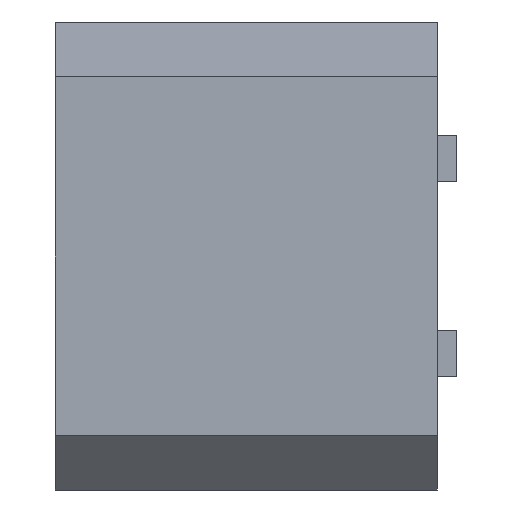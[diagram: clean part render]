
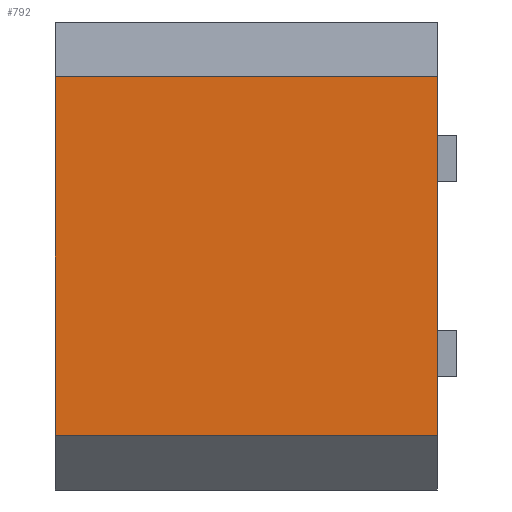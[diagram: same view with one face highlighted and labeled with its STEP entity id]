
A CAD part, left-side view. The second image highlights one B-rep face of the part: STEP entity #792.
In plain terms, the highlighted planar face has unit normal (-1, 0, 0).
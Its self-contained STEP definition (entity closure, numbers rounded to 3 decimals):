
#130 = VECTOR ( 'NONE', #4617, 1000. ) ;
#217 = CARTESIAN_POINT ( 'NONE',  ( -3.55, 4.9, 2.3 ) ) ;
#565 = LINE ( 'NONE', #217, #1675 ) ;
#792 = ADVANCED_FACE ( 'NONE', ( #5936 ), #3168, .F. ) ;
#804 = CARTESIAN_POINT ( 'NONE',  ( -3.55, 4.9, -2.3 ) ) ;
#1012 = EDGE_CURVE ( 'NONE', #4422, #2311, #1683, .T. ) ;
#1061 = AXIS2_PLACEMENT_3D ( 'NONE', #2226, #6054, #3210 ) ;
#1482 = VERTEX_POINT ( 'NONE', #4972 ) ;
#1639 = ORIENTED_EDGE ( 'NONE', *, *, #2754, .T. ) ;
#1653 = EDGE_CURVE ( 'NONE', #2311, #1482, #565, .T. ) ;
#1675 = VECTOR ( 'NONE', #4353, 1000. ) ;
#1683 = LINE ( 'NONE', #804, #130 ) ;
#2131 = CARTESIAN_POINT ( 'NONE',  ( -3.55, 4.9, -2.3 ) ) ;
#2226 = CARTESIAN_POINT ( 'NONE',  ( -3.55, 4.9, -2.3 ) ) ;
#2311 = VERTEX_POINT ( 'NONE', #5994 ) ;
#2488 = VECTOR ( 'NONE', #5564, 1000. ) ;
#2490 = ORIENTED_EDGE ( 'NONE', *, *, #4668, .T. ) ;
#2749 = ORIENTED_EDGE ( 'NONE', *, *, #1653, .F. ) ;
#2754 = EDGE_CURVE ( 'NONE', #5817, #1482, #4865, .T. ) ;
#3168 = PLANE ( 'NONE',  #1061 ) ;
#3203 = CARTESIAN_POINT ( 'NONE',  ( -3.55, 0., -2.3 ) ) ;
#3210 = DIRECTION ( 'NONE',  ( 0., 0., -1. ) ) ;
#4101 = DIRECTION ( 'NONE',  ( 0., -1., 0. ) ) ;
#4171 = EDGE_LOOP ( 'NONE', ( #1639, #2749, #5205, #2490 ) ) ;
#4297 = VECTOR ( 'NONE', #4101, 1000. ) ;
#4353 = DIRECTION ( 'NONE',  ( 0., -1., 0. ) ) ;
#4422 = VERTEX_POINT ( 'NONE', #5002 ) ;
#4617 = DIRECTION ( 'NONE',  ( 0., 0., 1. ) ) ;
#4668 = EDGE_CURVE ( 'NONE', #4422, #5817, #5573, .T. ) ;
#4865 = LINE ( 'NONE', #3203, #2488 ) ;
#4972 = CARTESIAN_POINT ( 'NONE',  ( -3.55, 0., 2.3 ) ) ;
#5002 = CARTESIAN_POINT ( 'NONE',  ( -3.55, 4.9, -2.3 ) ) ;
#5205 = ORIENTED_EDGE ( 'NONE', *, *, #1012, .F. ) ;
#5564 = DIRECTION ( 'NONE',  ( 0., 0., 1. ) ) ;
#5573 = LINE ( 'NONE', #2131, #4297 ) ;
#5817 = VERTEX_POINT ( 'NONE', #6172 ) ;
#5936 = FACE_OUTER_BOUND ( 'NONE', #4171, .T. ) ;
#5994 = CARTESIAN_POINT ( 'NONE',  ( -3.55, 4.9, 2.3 ) ) ;
#6054 = DIRECTION ( 'NONE',  ( 1., 0., 0. ) ) ;
#6172 = CARTESIAN_POINT ( 'NONE',  ( -3.55, 0., -2.3 ) ) ;
